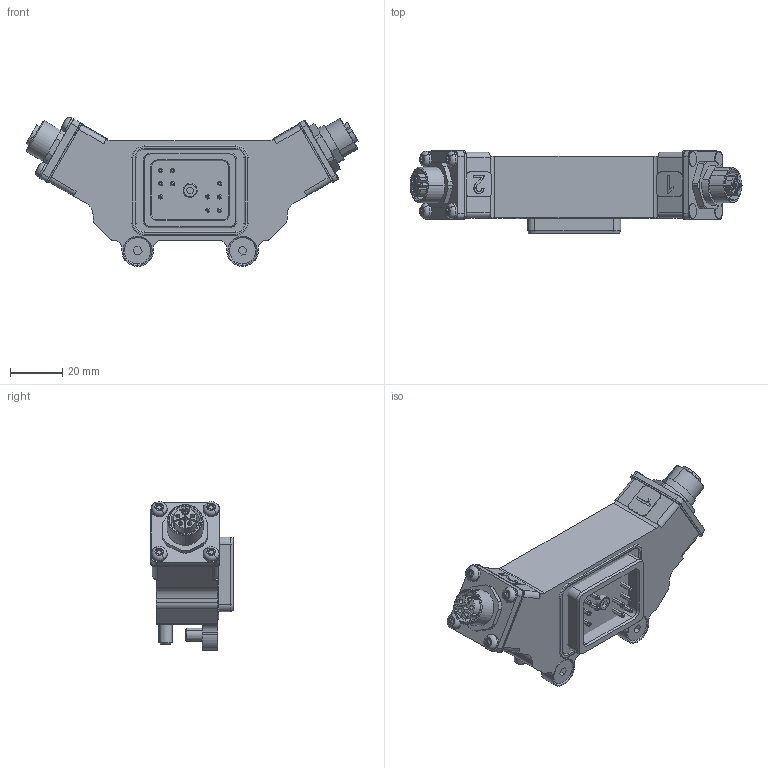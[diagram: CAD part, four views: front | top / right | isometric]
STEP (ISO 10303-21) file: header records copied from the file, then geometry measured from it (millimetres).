
FILE_DESCRIPTION (( 'STEP AP214' ), '1' );
FILE_NAME ('P3317.STEP', '2024-10-22T11:49:21', ( '' ), ( '' ), 'SwSTEP 2.0', 'SolidWorks 2024', '' );
FILE_SCHEMA (( 'AUTOMOTIVE_DESIGN' ));
Length unit declared in the file: millimetre
Products named in the file (1): P3317
Bounding box: 126.58 x 31.4 x 56.78 mm (x, y, z)
Volume: 100574 mm3; surface area: 34326.5 mm2
Topology: 34 solids, 34 shells, 1217 faces, 2977 edges, 1871 vertices
Faces by surface type: cylinder 485, plane 426, cone 183, torus 106, bspline 17
Entity records: 38377 total; most frequent: CARTESIAN_POINT 8924, DIRECTION 6282, ORIENTED_EDGE 5902, EDGE_CURVE 2951, AXIS2_PLACEMENT_3D 2456, VERTEX_POINT 1871, EDGE_LOOP 1394, LINE 1370
